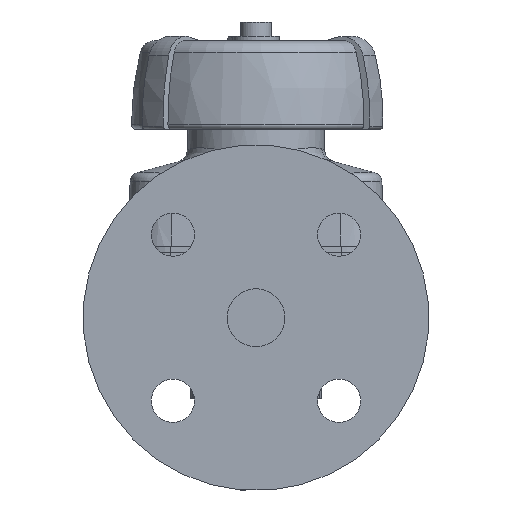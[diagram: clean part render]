
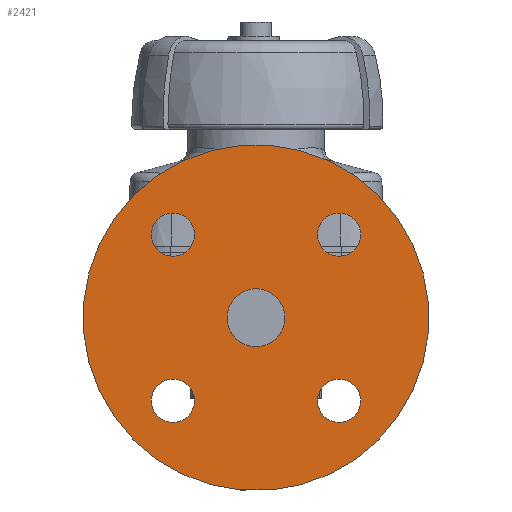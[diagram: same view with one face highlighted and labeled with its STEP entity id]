
A CAD part, left-side view. The second image highlights one B-rep face of the part: STEP entity #2421.
In plain terms, the highlighted face is planar.
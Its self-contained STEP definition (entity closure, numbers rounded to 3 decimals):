
#389=PLANE($,#2746);
#439=FACE_BOUND($,#934,.T.);
#440=FACE_BOUND($,#935,.T.);
#441=FACE_BOUND($,#936,.T.);
#442=FACE_BOUND($,#937,.T.);
#443=FACE_BOUND($,#938,.T.);
#444=FACE_BOUND($,#939,.T.);
#594=CIRCLE($,#2729,6.95);
#596=CIRCLE($,#2732,6.95);
#598=CIRCLE($,#2735,6.95);
#600=CIRCLE($,#2738,6.95);
#604=CIRCLE($,#2745,55.55);
#605=CIRCLE($,#2747,9.3);
#934=EDGE_LOOP($,(#2227));
#935=EDGE_LOOP($,(#2228));
#936=EDGE_LOOP($,(#2229));
#937=EDGE_LOOP($,(#2230));
#938=EDGE_LOOP($,(#2231));
#939=EDGE_LOOP($,(#2232));
#1217=VERTEX_POINT($,#5312);
#1219=VERTEX_POINT($,#5317);
#1221=VERTEX_POINT($,#5322);
#1223=VERTEX_POINT($,#5327);
#1227=VERTEX_POINT($,#5338);
#1228=VERTEX_POINT($,#5341);
#1553=EDGE_CURVE($,#1217,#1217,#594,.T.);
#1555=EDGE_CURVE($,#1219,#1219,#596,.T.);
#1557=EDGE_CURVE($,#1221,#1221,#598,.T.);
#1559=EDGE_CURVE($,#1223,#1223,#600,.T.);
#1563=EDGE_CURVE($,#1227,#1227,#604,.T.);
#1564=EDGE_CURVE($,#1228,#1228,#605,.T.);
#2227=ORIENTED_EDGE($,*,*,#1553,.T.);
#2228=ORIENTED_EDGE($,*,*,#1555,.T.);
#2229=ORIENTED_EDGE($,*,*,#1557,.T.);
#2230=ORIENTED_EDGE($,*,*,#1559,.T.);
#2231=ORIENTED_EDGE($,*,*,#1563,.T.);
#2232=ORIENTED_EDGE($,*,*,#1564,.F.);
#2421=ADVANCED_FACE($,(#439,#440,#441,#442,#443,#444),#389,.T.);
#2729=AXIS2_PLACEMENT_3D($,#5313,#3479,#3480);
#2732=AXIS2_PLACEMENT_3D($,#5318,#3485,#3486);
#2735=AXIS2_PLACEMENT_3D($,#5323,#3491,#3492);
#2738=AXIS2_PLACEMENT_3D($,#5328,#3497,#3498);
#2745=AXIS2_PLACEMENT_3D($,#5339,#3511,#3512);
#2746=AXIS2_PLACEMENT_3D($,#5340,#3513,#3514);
#2747=AXIS2_PLACEMENT_3D($,#5342,#3515,#3516);
#3479=DIRECTION('center_axis',(0.,0.,-1.));
#3480=DIRECTION('ref_axis',(0.,1.,0.));
#3485=DIRECTION('center_axis',(0.,0.,-1.));
#3486=DIRECTION('ref_axis',(1.,0.,0.));
#3491=DIRECTION('center_axis',(0.,0.,-1.));
#3492=DIRECTION('ref_axis',(0.,-1.,0.));
#3497=DIRECTION('center_axis',(0.,0.,-1.));
#3498=DIRECTION('ref_axis',(-1.,0.,0.));
#3511=DIRECTION('center_axis',(0.,0.,1.));
#3512=DIRECTION('ref_axis',(1.,0.,0.));
#3513=DIRECTION('center_axis',(0.,0.,1.));
#3514=DIRECTION('ref_axis',(1.,0.,0.));
#3515=DIRECTION('center_axis',(0.,0.,1.));
#3516=DIRECTION('ref_axis',(1.,0.,0.));
#5312=CARTESIAN_POINT('',(0.,30.8,22.3));
#5313=CARTESIAN_POINT('Origin',(0.,37.75,22.3));
#5317=CARTESIAN_POINT('',(30.8,0.,22.3));
#5318=CARTESIAN_POINT('Origin',(37.75,0.,22.3));
#5322=CARTESIAN_POINT('',(0.,-30.8,22.3));
#5323=CARTESIAN_POINT('Origin',(0.,-37.75,22.3));
#5327=CARTESIAN_POINT('',(-30.8,0.,22.3));
#5328=CARTESIAN_POINT('Origin',(-37.75,0.,22.3));
#5338=CARTESIAN_POINT('',(0.,-55.55,22.3));
#5339=CARTESIAN_POINT('Origin',(0.,0.,22.3));
#5340=CARTESIAN_POINT('Origin',(0.,-9.3,22.3));
#5341=CARTESIAN_POINT('',(0.,-9.3,22.3));
#5342=CARTESIAN_POINT('Origin',(0.,0.,22.3));
